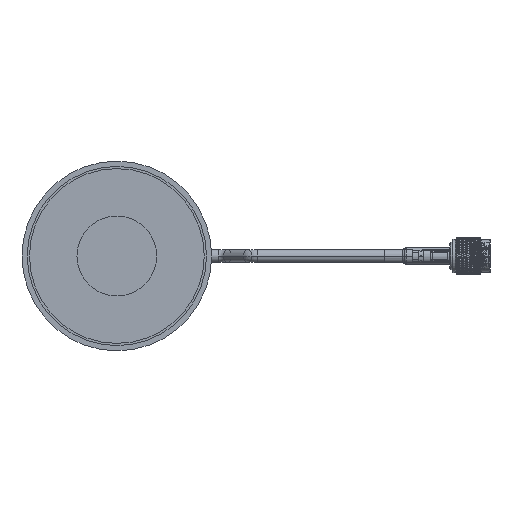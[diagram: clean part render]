
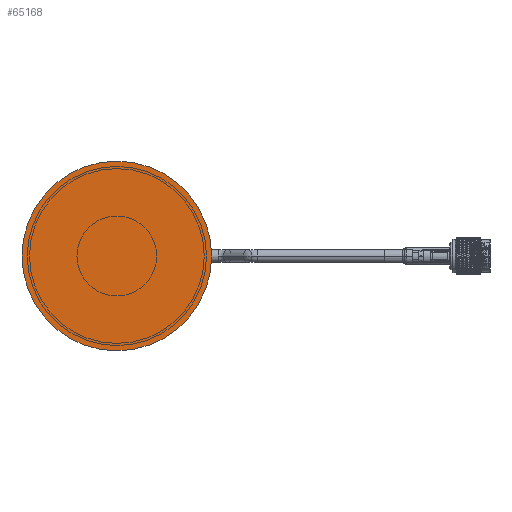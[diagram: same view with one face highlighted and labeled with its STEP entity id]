
A CAD part, front view. The second image highlights one B-rep face of the part: STEP entity #65168.
In plain terms, the highlighted planar face has unit normal (0, -1, 0).
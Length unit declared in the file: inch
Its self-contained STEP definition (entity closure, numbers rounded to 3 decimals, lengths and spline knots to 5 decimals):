
#6151 = DIRECTION ( 'NONE',  ( 0., 0., 1. ) ) ;
#7668 = AXIS2_PLACEMENT_3D ( 'NONE', #84972, #95038, #50098 ) ;
#20863 = DIRECTION ( 'NONE',  ( 0., 1., 0. ) ) ;
#32533 = EDGE_LOOP ( 'NONE', ( #114948, #93704 ) ) ;
#34865 = CARTESIAN_POINT ( 'NONE',  ( 0., -0.00984, 1.49606 ) ) ;
#38835 = CIRCLE ( 'NONE', #78495, 1.49606 ) ;
#39150 = CARTESIAN_POINT ( 'NONE',  ( 0., -0.00984, 0. ) ) ;
#43362 = CARTESIAN_POINT ( 'NONE',  ( 0., -0.00984, 0. ) ) ;
#44168 = EDGE_CURVE ( 'NONE', #55700, #98708, #38835, .T. ) ;
#46206 = AXIS2_PLACEMENT_3D ( 'NONE', #43362, #86480, #6151 ) ;
#47416 = CARTESIAN_POINT ( 'NONE',  ( 0., -0.00984, -1.49606 ) ) ;
#50098 = DIRECTION ( 'NONE',  ( 0., 0., -1. ) ) ;
#55700 = VERTEX_POINT ( 'NONE', #34865 ) ;
#59875 = PLANE ( 'NONE',  #46206 ) ;
#62946 = DIRECTION ( 'NONE',  ( 0., 0., -1. ) ) ;
#65168 = ADVANCED_FACE ( 'NONE', ( #113096 ), #59875, .F. ) ;
#78495 = AXIS2_PLACEMENT_3D ( 'NONE', #39150, #20863, #62946 ) ;
#84972 = CARTESIAN_POINT ( 'NONE',  ( 0., -0.00984, 0. ) ) ;
#86480 = DIRECTION ( 'NONE',  ( 0., 1., 0. ) ) ;
#93704 = ORIENTED_EDGE ( 'NONE', *, *, #44168, .F. ) ;
#94455 = CIRCLE ( 'NONE', #7668, 1.49606 ) ;
#95038 = DIRECTION ( 'NONE',  ( 0., 1., 0. ) ) ;
#98708 = VERTEX_POINT ( 'NONE', #47416 ) ;
#113096 = FACE_OUTER_BOUND ( 'NONE', #32533, .T. ) ;
#114426 = EDGE_CURVE ( 'NONE', #98708, #55700, #94455, .T. ) ;
#114948 = ORIENTED_EDGE ( 'NONE', *, *, #114426, .F. ) ;
